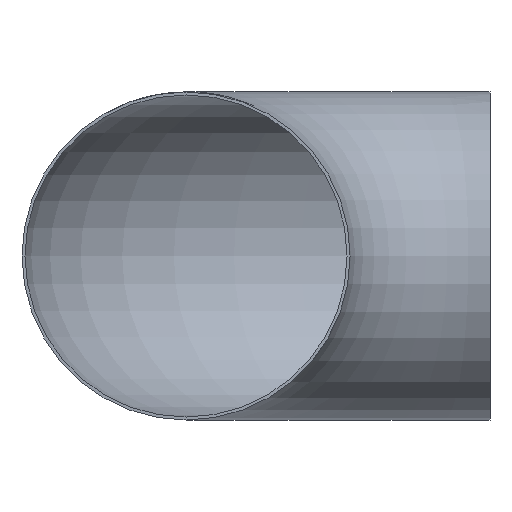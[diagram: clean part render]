
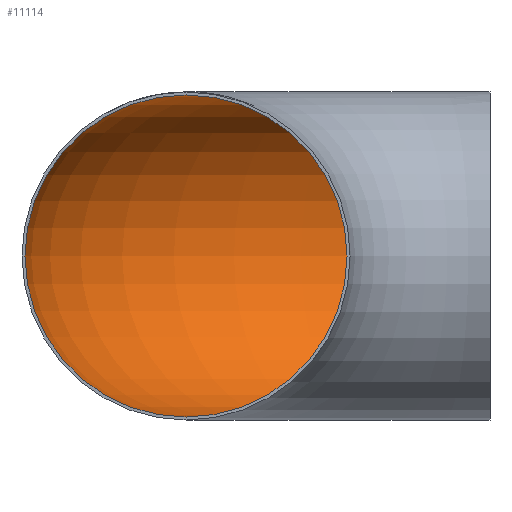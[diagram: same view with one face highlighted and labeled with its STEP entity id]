
A CAD part, front view. The second image highlights one B-rep face of the part: STEP entity #11114.
In plain terms, the highlighted toroidal (fillet/blend) face has major radius 203 mm and minor radius 107.55 mm.
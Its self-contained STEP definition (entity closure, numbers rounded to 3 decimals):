
#11 = DIRECTION ( 'NONE',  ( 0., 0., 1. ) ) ;
#1321 = FACE_OUTER_BOUND ( 'NONE', #12131, .T. ) ;
#2285 = DIRECTION ( 'NONE',  ( 0., 1., 0. ) ) ;
#3799 = CARTESIAN_POINT ( 'NONE',  ( 0., 310.55, 0. ) ) ;
#3897 = FACE_OUTER_BOUND ( 'NONE', #11265, .T. ) ;
#4084 = AXIS2_PLACEMENT_3D ( 'NONE', #4571, #2285, #11 ) ;
#4571 = CARTESIAN_POINT ( 'NONE',  ( -203., 0., 0. ) ) ;
#5962 = VERTEX_POINT ( 'NONE', #3799 ) ;
#7136 = DIRECTION ( 'NONE',  ( 1., 0., 0. ) ) ;
#7467 = EDGE_CURVE ( 'NONE', #12836, #12836, #19182, .T. ) ;
#9313 = ORIENTED_EDGE ( 'NONE', *, *, #7467, .F. ) ;
#11032 = DIRECTION ( 'NONE',  ( -1., 0., 0. ) ) ;
#11114 = ADVANCED_FACE ( 'NONE', ( #3897, #1321 ), #14931, .F. ) ;
#11265 = EDGE_LOOP ( 'NONE', ( #25922 ) ) ;
#12131 = EDGE_LOOP ( 'NONE', ( #9313 ) ) ;
#12836 = VERTEX_POINT ( 'NONE', #26093 ) ;
#13528 = AXIS2_PLACEMENT_3D ( 'NONE', #26161, #27638, #11032 ) ;
#14931 = TOROIDAL_SURFACE ( 'NONE', #13528, 203., 107.55 ) ;
#17408 = EDGE_CURVE ( 'NONE', #5962, #5962, #27046, .T. ) ;
#19182 = CIRCLE ( 'NONE', #4084, 107.55 ) ;
#19775 = AXIS2_PLACEMENT_3D ( 'NONE', #26695, #7136, #22297 ) ;
#22297 = DIRECTION ( 'NONE',  ( 0., 1., 0. ) ) ;
#25922 = ORIENTED_EDGE ( 'NONE', *, *, #17408, .T. ) ;
#26093 = CARTESIAN_POINT ( 'NONE',  ( -203., 0., 107.55 ) ) ;
#26161 = CARTESIAN_POINT ( 'NONE',  ( 0., 0., 0. ) ) ;
#26695 = CARTESIAN_POINT ( 'NONE',  ( 0., 203., 0. ) ) ;
#27046 = CIRCLE ( 'NONE', #19775, 107.55 ) ;
#27638 = DIRECTION ( 'NONE',  ( 0., 0., -1. ) ) ;
